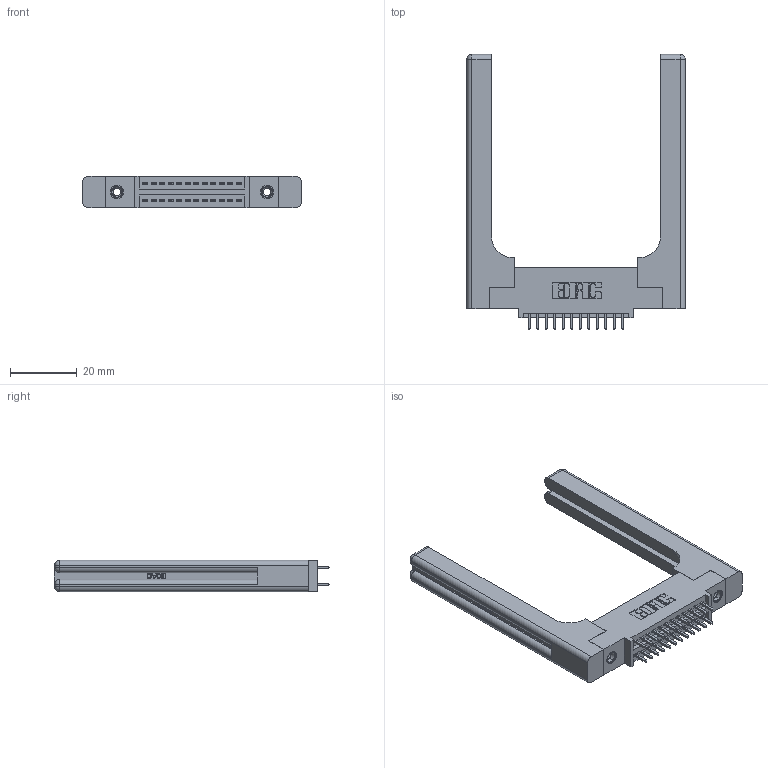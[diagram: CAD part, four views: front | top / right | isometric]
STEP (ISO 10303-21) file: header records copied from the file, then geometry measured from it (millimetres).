
FILE_DESCRIPTION (( 'STEP AP203' ), '1' );
FILE_NAME ('395-024-521-558.STEP', '2019-10-16T15:58:34', ( '' ), ( '' ), 'SwSTEP 2.0', 'SolidWorks 2016', '' );
FILE_SCHEMA (( 'CONFIG_CONTROL_DESIGN' ));
Length unit declared in the file: inch
Products named in the file (5): 395-024-521-558; 345 Part_0.110 Offset - 0.156 Dia-TH; 345-292-001_345-293-121; 345-250-001_345-250-001-102; 345-220-058_345-220-058
Assembly tree (29 placements, depth 2):
  395-024-521-558
    345 Part_0.110 Offset - 0.156 Dia-TH
    345-292-001_345-293-121  x24
    345-250-001_345-250-001-102  x2
    345-220-058_345-220-058  x2
Bounding box: 65.51 x 82.47 x 9.4 mm (x, y, z)
Volume: 14476.9 mm3; surface area: 13378.5 mm2
Topology: 29 solids, 29 shells, 1586 faces, 4595 edges, 3010 vertices
Faces by surface type: plane 1024, cylinder 502, bspline 36, cone 12, sphere 8, torus 4
Entity records: 18786 total; most frequent: CARTESIAN_POINT 4173, ORIENTED_EDGE 2904, DIRECTION 2648, EDGE_CURVE 1452, LINE 1180, VECTOR 1180, VERTEX_POINT 958, AXIS2_PLACEMENT_3D 734
